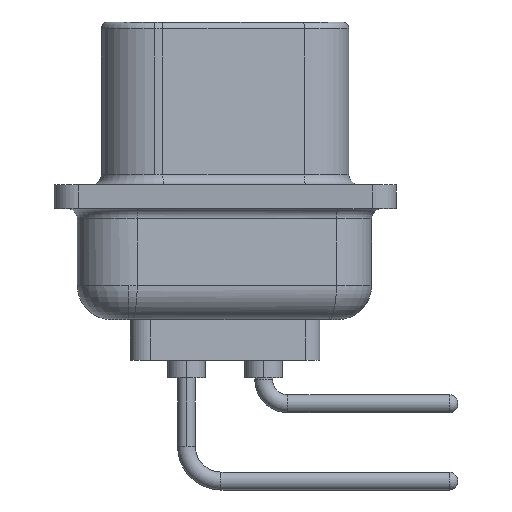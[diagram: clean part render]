
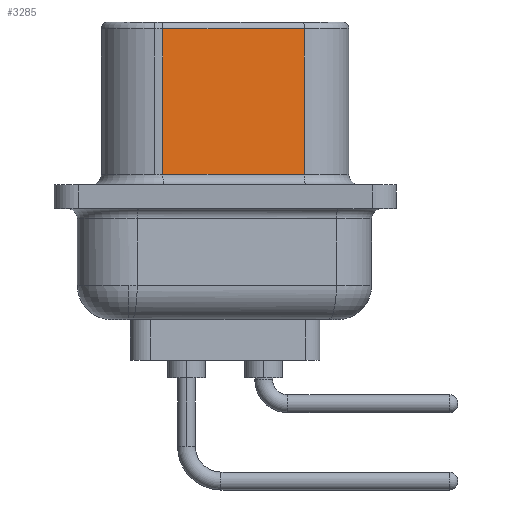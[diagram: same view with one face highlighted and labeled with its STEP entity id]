
A CAD part, left-side view. The second image highlights one B-rep face of the part: STEP entity #3285.
In plain terms, the highlighted planar face has unit normal (-0.987, -0.159, 0).
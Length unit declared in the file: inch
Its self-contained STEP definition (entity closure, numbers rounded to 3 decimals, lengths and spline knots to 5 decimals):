
#266 = ORIENTED_EDGE ( 'NONE', *, *, #267, .T. ) ;
#267 = EDGE_CURVE ( 'NONE', #11529, #1080, #2484, .T. ) ;
#269 = ORIENTED_EDGE ( 'NONE', *, *, #11516, .F. ) ;
#1080 = VERTEX_POINT ( 'NONE', #6412 ) ;
#1130 = VERTEX_POINT ( 'NONE', #6543 ) ;
#1132 = EDGE_CURVE ( 'NONE', #1080, #1130, #6542, .T. ) ;
#2481 = DIRECTION ( 'NONE',  ( -0.159, 0.987, 0. ) ) ;
#2482 = VECTOR ( 'NONE', #2481, 39.37008 ) ;
#2483 = CARTESIAN_POINT ( 'NONE',  ( 0.29169, 0.13326, 0.226 ) ) ;
#2484 = LINE ( 'NONE', #2483, #2482 ) ;
#3244 = ORIENTED_EDGE ( 'NONE', *, *, #3245, .T. ) ;
#3245 = EDGE_CURVE ( 'NONE', #1130, #11567, #9004, .T. ) ;
#3263 = ORIENTED_EDGE ( 'NONE', *, *, #1132, .T. ) ;
#3280 = EDGE_LOOP ( 'NONE', ( #3263, #3244, #269, #266 ) ) ;
#3285 = ADVANCED_FACE ( 'NONE', ( #9025 ), #9024, .F. ) ;
#6412 = CARTESIAN_POINT ( 'NONE',  ( 0.25869, 0.33826, 0.226 ) ) ;
#6539 = DIRECTION ( 'NONE',  ( 0., 0., -1. ) ) ;
#6540 = VECTOR ( 'NONE', #6539, 39.37008 ) ;
#6541 = CARTESIAN_POINT ( 'NONE',  ( 0.25869, 0.33826, 0.236 ) ) ;
#6542 = LINE ( 'NONE', #6541, #6540 ) ;
#6543 = CARTESIAN_POINT ( 'NONE',  ( 0.25869, 0.33826, 0.015 ) ) ;
#9001 = DIRECTION ( 'NONE',  ( 0.159, -0.987, 0. ) ) ;
#9002 = VECTOR ( 'NONE', #9001, 39.37008 ) ;
#9003 = CARTESIAN_POINT ( 'NONE',  ( 0.29169, 0.13326, 0.015 ) ) ;
#9004 = LINE ( 'NONE', #9003, #9002 ) ;
#9019 = DIRECTION ( 'NONE',  ( -0.159, 0.987, 0. ) ) ;
#9020 = DIRECTION ( 'NONE',  ( 0.987, 0.159, 0. ) ) ;
#9021 = CARTESIAN_POINT ( 'NONE',  ( 0.29169, 0.13326, 0.236 ) ) ;
#9022 = AXIS2_PLACEMENT_3D ( 'NONE', #9021, #9020, #9019 ) ;
#9024 = PLANE ( 'NONE',  #9022 ) ;
#9025 = FACE_OUTER_BOUND ( 'NONE', #3280, .T. ) ;
#11516 = EDGE_CURVE ( 'NONE', #11529, #11567, #12617, .T. ) ;
#11529 = VERTEX_POINT ( 'NONE', #12613 ) ;
#11567 = VERTEX_POINT ( 'NONE', #12612 ) ;
#12612 = CARTESIAN_POINT ( 'NONE',  ( 0.29169, 0.13326, 0.015 ) ) ;
#12613 = CARTESIAN_POINT ( 'NONE',  ( 0.29169, 0.13326, 0.226 ) ) ;
#12614 = DIRECTION ( 'NONE',  ( 0., 0., -1. ) ) ;
#12615 = VECTOR ( 'NONE', #12614, 39.37008 ) ;
#12616 = CARTESIAN_POINT ( 'NONE',  ( 0.29169, 0.13326, 0.236 ) ) ;
#12617 = LINE ( 'NONE', #12616, #12615 ) ;
